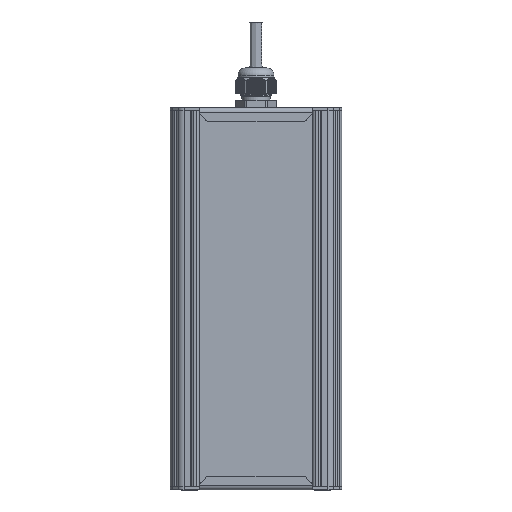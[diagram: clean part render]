
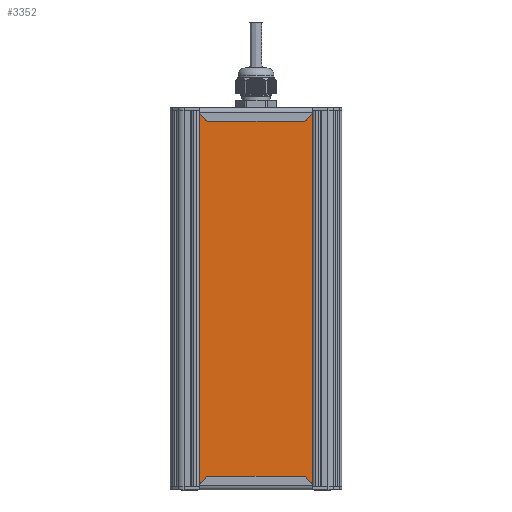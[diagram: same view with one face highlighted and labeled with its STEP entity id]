
A CAD part, front view. The second image highlights one B-rep face of the part: STEP entity #3352.
In plain terms, the highlighted face is planar.
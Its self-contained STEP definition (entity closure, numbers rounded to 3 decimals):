
#3352=ADVANCED_FACE('',(#15881),#15883,.T.);
#15881=FACE_BOUND('',#15882,.T.);
#15882=EDGE_LOOP('',(#46494,#46495,#46496,#46497));
#15883=PLANE('',#15884);
#15884=AXIS2_PLACEMENT_3D('',#15885,#15886,#15887);
#15885=CARTESIAN_POINT('',(120.465,593.492,117.308));
#15886=DIRECTION('',(0.,0.,-1.));
#15887=DIRECTION('',(0.,1.,0.));
#46494=ORIENTED_EDGE('',*,*,#54220,.T.);
#46495=ORIENTED_EDGE('',*,*,#54219,.T.);
#46496=ORIENTED_EDGE('',*,*,#54221,.T.);
#46497=ORIENTED_EDGE('',*,*,#54222,.F.);
#54219=EDGE_CURVE('',#60410,#60415,#60417,.T.);
#54220=EDGE_CURVE('',#60418,#60410,#60419,.F.);
#54221=EDGE_CURVE('',#60415,#60420,#60421,.T.);
#54222=EDGE_CURVE('',#60418,#60420,#60422,.T.);
#60410=VERTEX_POINT('',#80180);
#60415=VERTEX_POINT('',#80189);
#60417=LINE('',#80193,#80194);
#60418=VERTEX_POINT('',#80196);
#60419=LINE('',#80197,#80198);
#60420=VERTEX_POINT('',#80200);
#60421=LINE('',#80201,#80202);
#60422=LINE('',#80204,#80205);
#80180=CARTESIAN_POINT('',(145.465,679.838,117.308));
#80189=CARTESIAN_POINT('',(391.465,679.838,117.308));
#80193=CARTESIAN_POINT('',(145.465,679.838,117.308));
#80194=VECTOR('',#80195,1.);
#80195=DIRECTION('',(1.,0.,0.));
#80196=CARTESIAN_POINT('',(145.465,593.492,117.308));
#80197=CARTESIAN_POINT('',(145.465,679.838,117.308));
#80198=VECTOR('',#80199,1.);
#80199=DIRECTION('',(0.,-1.,0.));
#80200=CARTESIAN_POINT('',(391.465,593.492,117.308));
#80201=CARTESIAN_POINT('',(391.465,679.838,117.308));
#80202=VECTOR('',#80203,1.);
#80203=DIRECTION('',(0.,-1.,0.));
#80204=CARTESIAN_POINT('',(145.465,593.492,117.308));
#80205=VECTOR('',#80206,1.);
#80206=DIRECTION('',(1.,0.,0.));
